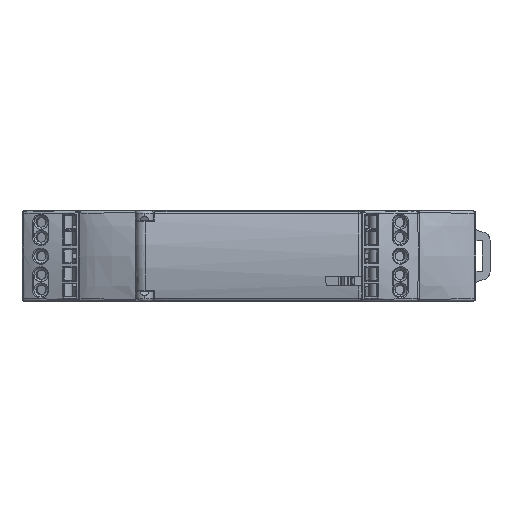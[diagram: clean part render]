
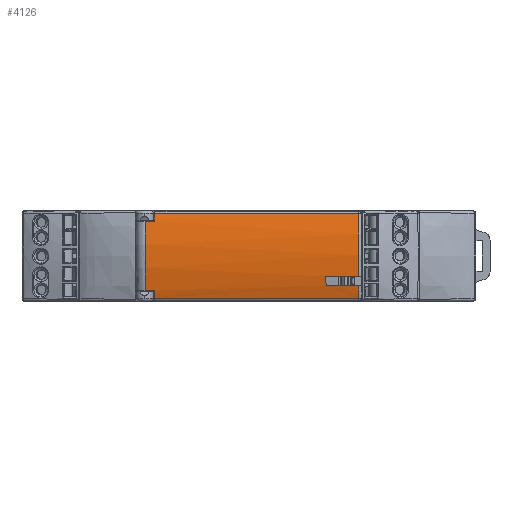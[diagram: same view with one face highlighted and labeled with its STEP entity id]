
A CAD part, left-side view. The second image highlights one B-rep face of the part: STEP entity #4126.
In plain terms, the highlighted cylindrical face has radius 30 mm (diameter 60 mm), a partial arc.
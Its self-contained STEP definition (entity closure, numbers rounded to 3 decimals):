
#4126=ADVANCED_FACE('',(#12053),#12054,.T.);
#12053=FACE_OUTER_BOUND('',#24376,.T.);
#12054=CYLINDRICAL_SURFACE('',#24377,30.0);
#24376=EDGE_LOOP('',(#57577,#57578,#57579,#57580,#57581,#57582,#57583,#57584,#57585,#57586,#57587,#57588,#57589,#57590));
#24377=AXIS2_PLACEMENT_3D('',#57591,#57592,#57593);
#57577=ORIENTED_EDGE('',*,*,#69071,.F.);
#57578=ORIENTED_EDGE('',*,*,#69072,.T.);
#57579=ORIENTED_EDGE('',*,*,#69073,.F.);
#57580=ORIENTED_EDGE('',*,*,#69074,.T.);
#57581=ORIENTED_EDGE('',*,*,#69075,.T.);
#57582=ORIENTED_EDGE('',*,*,#69076,.F.);
#57583=ORIENTED_EDGE('',*,*,#69077,.T.);
#57584=ORIENTED_EDGE('',*,*,#68992,.F.);
#57585=ORIENTED_EDGE('',*,*,#68990,.T.);
#57586=ORIENTED_EDGE('',*,*,#69065,.T.);
#57587=ORIENTED_EDGE('',*,*,#69070,.T.);
#57588=ORIENTED_EDGE('',*,*,#69078,.T.);
#57589=ORIENTED_EDGE('',*,*,#69079,.F.);
#57590=ORIENTED_EDGE('',*,*,#69080,.T.);
#57591=CARTESIAN_POINT('',(21.5,22.4,8.935));
#57592=DIRECTION('',(0.0,-1.0,0.0));
#57593=DIRECTION('',(0.0,0.0,1.0));
#68990=EDGE_CURVE('',#87108,#87106,#87109,.T.);
#68992=EDGE_CURVE('',#87108,#87111,#87112,.T.);
#69065=EDGE_CURVE('',#87106,#87243,#87245,.T.);
#69070=EDGE_CURVE('',#87243,#87250,#87252,.T.);
#69071=EDGE_CURVE('',#87253,#87254,#87255,.T.);
#69072=EDGE_CURVE('',#87253,#87256,#87257,.T.);
#69073=EDGE_CURVE('',#87258,#87256,#87259,.T.);
#69074=EDGE_CURVE('',#87258,#87260,#87261,.T.);
#69075=EDGE_CURVE('',#87260,#87262,#87263,.T.);
#69076=EDGE_CURVE('',#87264,#87262,#87265,.T.);
#69077=EDGE_CURVE('',#87264,#87111,#87266,.T.);
#69078=EDGE_CURVE('',#87250,#87267,#87268,.T.);
#69079=EDGE_CURVE('',#87269,#87267,#87270,.T.);
#69080=EDGE_CURVE('',#87269,#87254,#87271,.T.);
#87106=VERTEX_POINT('',#118172);
#87108=VERTEX_POINT('',#118174);
#87109=CIRCLE('',#118175,30.0);
#87111=VERTEX_POINT('',#118184);
#87112=LINE('',#118185,#118186);
#87243=VERTEX_POINT('',#118436);
#87245=LINE('',#118442,#118443);
#87250=VERTEX_POINT('',#118451);
#87252=B_SPLINE_CURVE_WITH_KNOTS('',3,(#118454,#118455,#118456,#118457),.UNSPECIFIED.,.F.,.F.,(4,4),(0.0,1.0),.UNSPECIFIED.);
#87253=VERTEX_POINT('',#118458);
#87254=VERTEX_POINT('',#118459);
#87255=LINE('',#118460,#118461);
#87256=VERTEX_POINT('',#118462);
#87257=CIRCLE('',#118463,30.0);
#87258=VERTEX_POINT('',#118464);
#87259=B_SPLINE_CURVE_WITH_KNOTS('',3,(#118465,#118466,#118467,#118468),.UNSPECIFIED.,.F.,.F.,(4,4),(0.0,1.0),.UNSPECIFIED.);
#87260=VERTEX_POINT('',#118469);
#87261=LINE('',#118470,#118471);
#87262=VERTEX_POINT('',#118472);
#87263=CIRCLE('',#118473,30.0);
#87264=VERTEX_POINT('',#118474);
#87265=LINE('',#118475,#118476);
#87266=B_SPLINE_CURVE_WITH_KNOTS('',3,(#118477,#118478,#118479,#118480),.UNSPECIFIED.,.F.,.F.,(4,4),(0.0,1.0),.UNSPECIFIED.);
#87267=VERTEX_POINT('',#118481);
#87268=CIRCLE('',#118482,30.0);
#87269=VERTEX_POINT('',#118483);
#87270=LINE('',#118484,#118485);
#87271=CIRCLE('',#118486,30.0);
#118172=CARTESIAN_POINT('',(-7.273,-21.8,17.427));
#118174=CARTESIAN_POINT('',(-8.225,-21.8,4.885));
#118175=AXIS2_PLACEMENT_3D('',#132603,#132604,#132605);
#118184=CARTESIAN_POINT('',(-8.225,-15.159,4.885));
#118185=CARTESIAN_POINT('',(-8.225,-21.8,4.885));
#118186=VECTOR('',#132606,6.641);
#118436=CARTESIAN_POINT('',(-7.273,18.766,17.427));
#118442=CARTESIAN_POINT('',(-7.273,-21.8,17.427));
#118443=VECTOR('',#132688,40.566);
#118451=CARTESIAN_POINT('',(-7.4,18.8,16.984));
#118454=CARTESIAN_POINT('',(-7.273,18.766,17.427));
#118455=CARTESIAN_POINT('',(-7.317,18.778,17.279));
#118456=CARTESIAN_POINT('',(-7.359,18.789,17.132));
#118457=CARTESIAN_POINT('',(-7.4,18.8,16.984));
#118458=CARTESIAN_POINT('',(-7.705,18.8,2.075));
#118459=CARTESIAN_POINT('',(-7.705,20.6,2.075));
#118460=CARTESIAN_POINT('',(-7.705,18.8,2.075));
#118461=VECTOR('',#132693,1.8);
#118462=CARTESIAN_POINT('',(-7.4,18.8,0.886));
#118463=AXIS2_PLACEMENT_3D('',#132694,#132695,#132696);
#118464=CARTESIAN_POINT('',(-7.273,18.766,0.443));
#118465=CARTESIAN_POINT('',(-7.273,18.766,0.443));
#118466=CARTESIAN_POINT('',(-7.317,18.778,0.591));
#118467=CARTESIAN_POINT('',(-7.359,18.789,0.738));
#118468=CARTESIAN_POINT('',(-7.4,18.8,0.886));
#118469=CARTESIAN_POINT('',(-7.273,-21.8,0.443));
#118470=CARTESIAN_POINT('',(-7.273,18.766,0.443));
#118471=VECTOR('',#132697,40.566);
#118472=CARTESIAN_POINT('',(-7.924,-21.8,3.085));
#118473=AXIS2_PLACEMENT_3D('',#132698,#132699,#132700);
#118474=CARTESIAN_POINT('',(-7.924,-15.332,3.085));
#118475=CARTESIAN_POINT('',(-7.924,-15.332,3.085));
#118476=VECTOR('',#132701,6.468);
#118477=CARTESIAN_POINT('',(-7.924,-15.332,3.085));
#118478=CARTESIAN_POINT('',(-8.043,-15.264,3.681));
#118479=CARTESIAN_POINT('',(-8.143,-15.206,4.281));
#118480=CARTESIAN_POINT('',(-8.225,-15.159,4.885));
#118481=CARTESIAN_POINT('',(-7.705,18.8,15.795));
#118482=AXIS2_PLACEMENT_3D('',#132702,#132703,#132704);
#118483=CARTESIAN_POINT('',(-7.705,20.6,15.795));
#118484=CARTESIAN_POINT('',(-7.705,20.6,15.795));
#118485=VECTOR('',#132705,1.8);
#118486=AXIS2_PLACEMENT_3D('',#132706,#132707,#132708);
#132603=CARTESIAN_POINT('',(21.5,-21.8,8.935));
#132604=DIRECTION('',(0.0,1.0,0.0));
#132605=DIRECTION('',(-0.991,0.0,-0.135));
#132606=DIRECTION('',(0.0,1.0,0.0));
#132688=DIRECTION('',(0.0,1.0,0.0));
#132693=DIRECTION('',(0.0,1.0,0.));
#132694=CARTESIAN_POINT('',(21.5,18.8,8.935));
#132695=DIRECTION('',(0.0,-1.0,-0.0));
#132696=DIRECTION('',(-0.974,0.0,-0.229));
#132697=DIRECTION('',(0.0,-1.0,0.0));
#132698=CARTESIAN_POINT('',(21.5,-21.8,8.935));
#132699=DIRECTION('',(0.0,1.0,0.0));
#132700=DIRECTION('',(-0.959,0.0,-0.283));
#132701=DIRECTION('',(0.,-1.0,0.0));
#132702=CARTESIAN_POINT('',(21.5,18.8,8.935));
#132703=DIRECTION('',(0.0,-1.0,0.0));
#132704=DIRECTION('',(-0.963,0.0,0.268));
#132705=DIRECTION('',(-0.0,-1.0,0.));
#132706=CARTESIAN_POINT('',(21.5,20.6,8.935));
#132707=DIRECTION('',(0.0,-1.0,0.0));
#132708=DIRECTION('',(-0.974,0.0,0.229));
